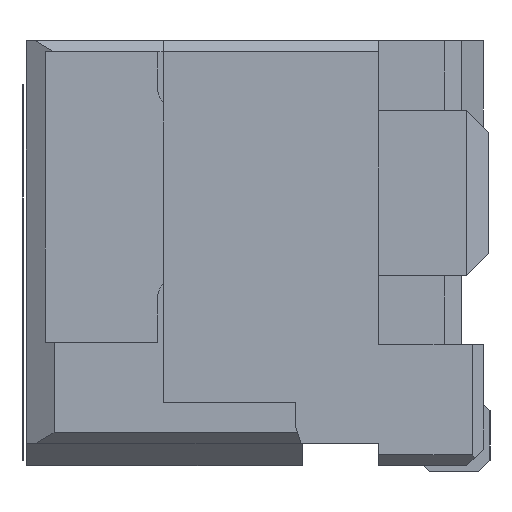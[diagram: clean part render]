
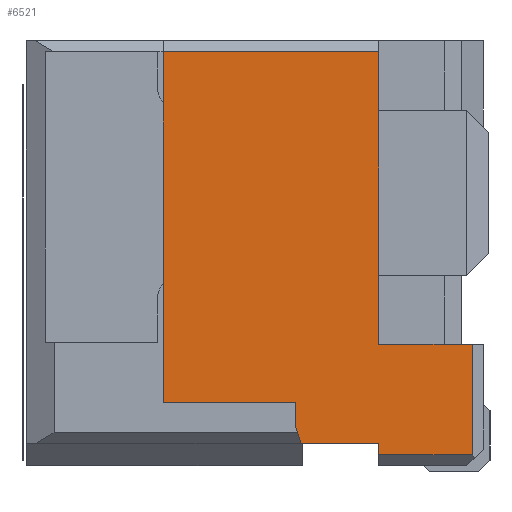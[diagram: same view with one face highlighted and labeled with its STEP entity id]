
A CAD part, left-side view. The second image highlights one B-rep face of the part: STEP entity #6521.
In plain terms, the highlighted planar face has unit normal (-1, 0, 0).
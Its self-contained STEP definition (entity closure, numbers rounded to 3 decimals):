
#349=DIRECTION('',(0.,-1.,0.));
#350=VECTOR('',#349,0.7);
#351=CARTESIAN_POINT('',(-10.15,-5.83,1.76));
#352=LINE('',#351,#350);
#669=DIRECTION('',(0.,1.,0.));
#670=VECTOR('',#669,0.85);
#671=CARTESIAN_POINT('',(-10.15,-7.38,2.66));
#672=LINE('',#671,#670);
#693=DIRECTION('',(0.,0.,1.));
#694=VECTOR('',#693,2.65);
#695=CARTESIAN_POINT('',(-10.15,-6.53,2.66));
#696=LINE('',#695,#694);
#705=DIRECTION('',(0.,0.,1.));
#706=VECTOR('',#705,3.18);
#707=CARTESIAN_POINT('',(-10.15,-4.58,2.13));
#708=LINE('',#707,#706);
#709=DIRECTION('',(0.,0.,-1.));
#710=VECTOR('',#709,1.);
#711=CARTESIAN_POINT('',(-10.15,-7.38,2.66));
#712=LINE('',#711,#710);
#713=DIRECTION('',(0.,1.,0.));
#714=VECTOR('',#713,0.85);
#715=CARTESIAN_POINT('',(-10.15,-7.38,1.66));
#716=LINE('',#715,#714);
#717=DIRECTION('',(0.,0.,1.));
#718=VECTOR('',#717,0.1);
#719=CARTESIAN_POINT('',(-10.15,-6.53,1.66));
#720=LINE('',#719,#718);
#721=DIRECTION('',(0.,-0.316,-0.949));
#722=VECTOR('',#721,0.158);
#723=CARTESIAN_POINT('',(-10.15,-5.78,1.91));
#724=LINE('',#723,#722);
#725=DIRECTION('',(0.,0.,1.));
#726=VECTOR('',#725,0.22);
#727=CARTESIAN_POINT('',(-10.15,-5.78,1.91));
#728=LINE('',#727,#726);
#877=DIRECTION('',(0.,-1.,0.));
#878=VECTOR('',#877,1.2);
#879=CARTESIAN_POINT('',(-10.15,-4.58,2.13));
#880=LINE('',#879,#878);
#1081=DIRECTION('',(0.,1.,0.));
#1082=VECTOR('',#1081,1.95);
#1083=CARTESIAN_POINT('',(-10.15,-6.53,5.31));
#1084=LINE('',#1083,#1082);
#4415=CARTESIAN_POINT('',(-10.15,-6.53,1.76));
#4416=VERTEX_POINT('',#4415);
#4417=CARTESIAN_POINT('',(-10.15,-5.83,1.76));
#4418=VERTEX_POINT('',#4417);
#4792=CARTESIAN_POINT('',(-10.15,-6.53,1.66));
#4793=VERTEX_POINT('',#4792);
#4794=CARTESIAN_POINT('',(-10.15,-6.53,5.31));
#4795=CARTESIAN_POINT('',(-10.15,-4.58,5.31));
#4796=VERTEX_POINT('',#4794);
#4797=VERTEX_POINT('',#4795);
#4798=CARTESIAN_POINT('',(-10.15,-4.58,2.13));
#4799=VERTEX_POINT('',#4798);
#4800=CARTESIAN_POINT('',(-10.15,-5.78,2.13));
#4801=VERTEX_POINT('',#4800);
#4802=CARTESIAN_POINT('',(-10.15,-5.78,1.91));
#4803=VERTEX_POINT('',#4802);
#4804=CARTESIAN_POINT('',(-10.15,-7.38,1.66));
#4805=VERTEX_POINT('',#4804);
#4806=CARTESIAN_POINT('',(-10.15,-7.38,2.66));
#4807=VERTEX_POINT('',#4806);
#4808=CARTESIAN_POINT('',(-10.15,-6.53,2.66));
#4809=VERTEX_POINT('',#4808);
#6495=CARTESIAN_POINT('',(-10.15,-5.555,3.995));
#6496=DIRECTION('',(-1.,0.,0.));
#6497=DIRECTION('',(0.,-1.,0.));
#6498=AXIS2_PLACEMENT_3D('',#6495,#6496,#6497);
#6499=PLANE('',#6498);
#6501=ORIENTED_EDGE('',*,*,#6500,.T.);
#6503=ORIENTED_EDGE('',*,*,#6502,.F.);
#6504=ORIENTED_EDGE('',*,*,#6477,.F.);
#6505=ORIENTED_EDGE('',*,*,#6449,.F.);
#6507=ORIENTED_EDGE('',*,*,#6506,.T.);
#6509=ORIENTED_EDGE('',*,*,#6508,.T.);
#6511=ORIENTED_EDGE('',*,*,#6510,.T.);
#6512=ORIENTED_EDGE('',*,*,#6098,.F.);
#6514=ORIENTED_EDGE('',*,*,#6513,.F.);
#6516=ORIENTED_EDGE('',*,*,#6515,.T.);
#6518=ORIENTED_EDGE('',*,*,#6517,.F.);
#6519=EDGE_LOOP('',(#6501,#6503,#6504,#6505,#6507,#6509,#6511,#6512,#6514,#6516,
#6518));
#6520=FACE_OUTER_BOUND('',#6519,.F.);
#6521=ADVANCED_FACE('',(#6520),#6499,.T.);
#6098=EDGE_CURVE('',#4418,#4416,#352,.T.);
#6449=EDGE_CURVE('',#4807,#4809,#672,.T.);
#6477=EDGE_CURVE('',#4809,#4796,#696,.T.);
#6500=EDGE_CURVE('',#4799,#4797,#708,.T.);
#6502=EDGE_CURVE('',#4796,#4797,#1084,.T.);
#6506=EDGE_CURVE('',#4807,#4805,#712,.T.);
#6508=EDGE_CURVE('',#4805,#4793,#716,.T.);
#6510=EDGE_CURVE('',#4793,#4416,#720,.T.);
#6513=EDGE_CURVE('',#4803,#4418,#724,.T.);
#6515=EDGE_CURVE('',#4803,#4801,#728,.T.);
#6517=EDGE_CURVE('',#4799,#4801,#880,.T.);
